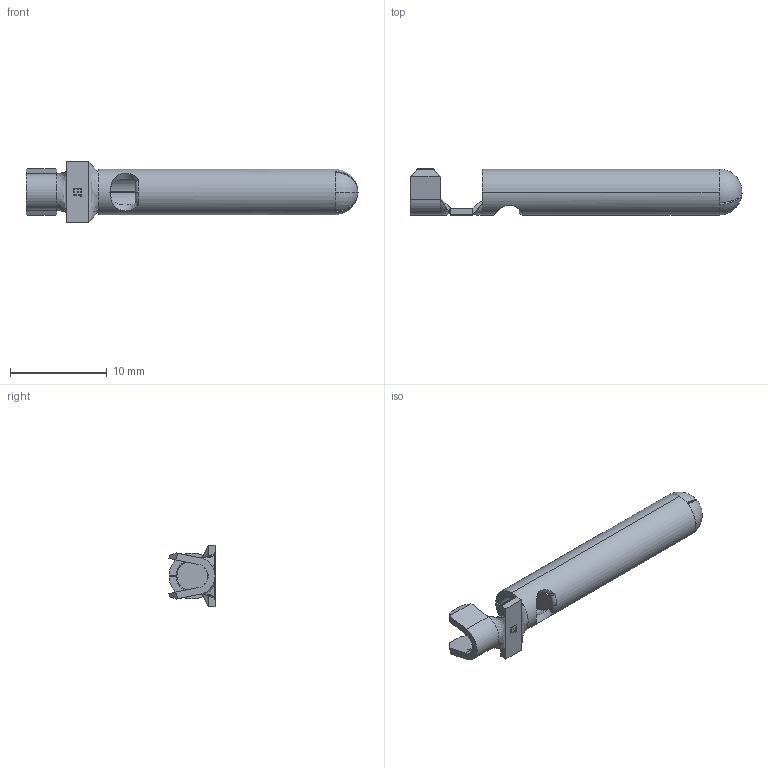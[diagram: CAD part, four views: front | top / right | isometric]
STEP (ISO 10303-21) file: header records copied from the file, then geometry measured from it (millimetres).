
FILE_DESCRIPTION (( 'STEP AP203' ), '1' );
FILE_NAME ('09269.STEP', '2015-02-23T13:32:17', ( '' ), ( '' ), 'SwSTEP 2.0', 'SolidWorks 2014', '' );
FILE_SCHEMA (( 'CONFIG_CONTROL_DESIGN' ));
Length unit declared in the file: inch
Products named in the file (1): 09269
Bounding box: 34.24 x 4.75 x 6.35 mm (x, y, z)
Volume: 272.3 mm3; surface area: 862.6 mm2
Topology: 1 solids, 1 shells, 150 faces, 385 edges, 235 vertices
Faces by surface type: plane 82, bspline 23, cylinder 20, cone 15, sphere 8, torus 2
Entity records: 5392 total; most frequent: CARTESIAN_POINT 1843, ORIENTED_EDGE 762, DIRECTION 668, EDGE_CURVE 381, VERTEX_POINT 235, LINE 230, VECTOR 230, AXIS2_PLACEMENT_3D 219
